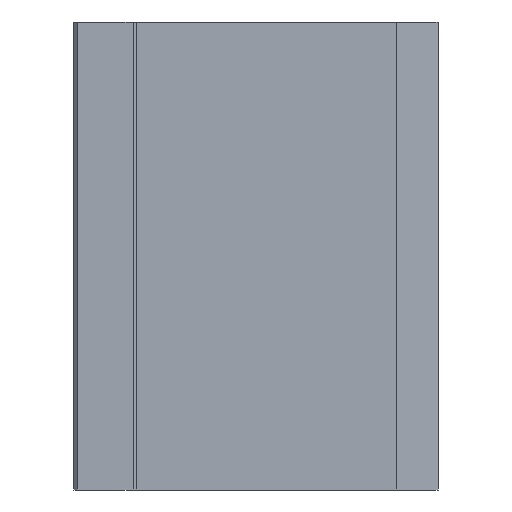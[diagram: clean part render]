
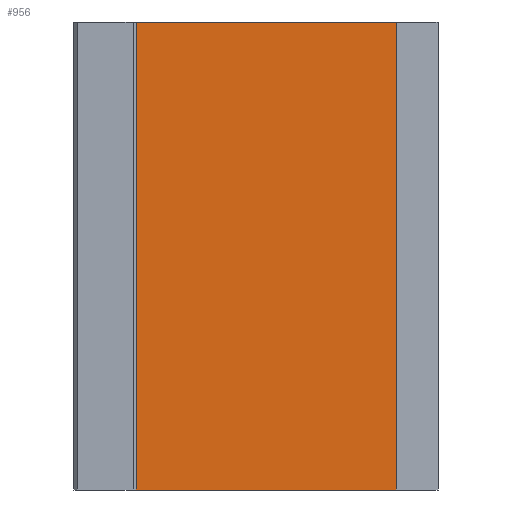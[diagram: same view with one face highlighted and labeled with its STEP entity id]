
A CAD part, left-side view. The second image highlights one B-rep face of the part: STEP entity #956.
In plain terms, the highlighted planar face has unit normal (-1, 0, 0).
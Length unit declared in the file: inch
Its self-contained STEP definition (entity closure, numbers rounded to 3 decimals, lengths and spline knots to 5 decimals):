
#14 = ORIENTED_EDGE ( 'NONE', *, *, #752, .T. ) ;
#16 = CARTESIAN_POINT ( 'NONE',  ( -1.1876, -0.75118, -2.81299 ) ) ;
#30 = DIRECTION ( 'NONE',  ( -1., 0., 0. ) ) ;
#39 = LINE ( 'NONE', #16, #322 ) ;
#84 = LINE ( 'NONE', #645, #135 ) ;
#88 = CARTESIAN_POINT ( 'NONE',  ( -1.1876, 0.81181, 0. ) ) ;
#116 = CARTESIAN_POINT ( 'NONE',  ( -1.1876, -0.75118, -2.81299 ) ) ;
#135 = VECTOR ( 'NONE', #870, 39.37008 ) ;
#138 = LINE ( 'NONE', #116, #705 ) ;
#213 = CARTESIAN_POINT ( 'NONE',  ( -1.1876, -0.75118, -2.81299 ) ) ;
#245 = VERTEX_POINT ( 'NONE', #555 ) ;
#304 = VERTEX_POINT ( 'NONE', #213 ) ;
#322 = VECTOR ( 'NONE', #577, 39.37008 ) ;
#346 = EDGE_LOOP ( 'NONE', ( #949, #14, #695, #464 ) ) ;
#464 = ORIENTED_EDGE ( 'NONE', *, *, #1341, .T. ) ;
#465 = PLANE ( 'NONE',  #885 ) ;
#497 = VERTEX_POINT ( 'NONE', #1029 ) ;
#506 = VECTOR ( 'NONE', #903, 39.37008 ) ;
#555 = CARTESIAN_POINT ( 'NONE',  ( -1.1876, -0.75118, 0. ) ) ;
#577 = DIRECTION ( 'NONE',  ( 0., -1., 0. ) ) ;
#584 = FACE_OUTER_BOUND ( 'NONE', #346, .T. ) ;
#645 = CARTESIAN_POINT ( 'NONE',  ( -1.1876, 0.81181, -2.81299 ) ) ;
#695 = ORIENTED_EDGE ( 'NONE', *, *, #933, .T. ) ;
#705 = VECTOR ( 'NONE', #1329, 39.37008 ) ;
#752 = EDGE_CURVE ( 'NONE', #1155, #497, #84, .T. ) ;
#862 = EDGE_CURVE ( 'NONE', #245, #1155, #1225, .T. ) ;
#870 = DIRECTION ( 'NONE',  ( 0., 0., -1. ) ) ;
#885 = AXIS2_PLACEMENT_3D ( 'NONE', #1021, #30, #1027 ) ;
#903 = DIRECTION ( 'NONE',  ( 0., 1., 0. ) ) ;
#933 = EDGE_CURVE ( 'NONE', #497, #304, #39, .T. ) ;
#949 = ORIENTED_EDGE ( 'NONE', *, *, #862, .T. ) ;
#956 = ADVANCED_FACE ( 'NONE', ( #584 ), #465, .T. ) ;
#1021 = CARTESIAN_POINT ( 'NONE',  ( -1.1876, -0.75118, -2.81299 ) ) ;
#1027 = DIRECTION ( 'NONE',  ( 0., 0., 1. ) ) ;
#1029 = CARTESIAN_POINT ( 'NONE',  ( -1.1876, 0.81181, -2.81299 ) ) ;
#1155 = VERTEX_POINT ( 'NONE', #88 ) ;
#1225 = LINE ( 'NONE', #1337, #506 ) ;
#1329 = DIRECTION ( 'NONE',  ( 0., 0., 1. ) ) ;
#1337 = CARTESIAN_POINT ( 'NONE',  ( -1.1876, -0.75118, 0. ) ) ;
#1341 = EDGE_CURVE ( 'NONE', #304, #245, #138, .T. ) ;
